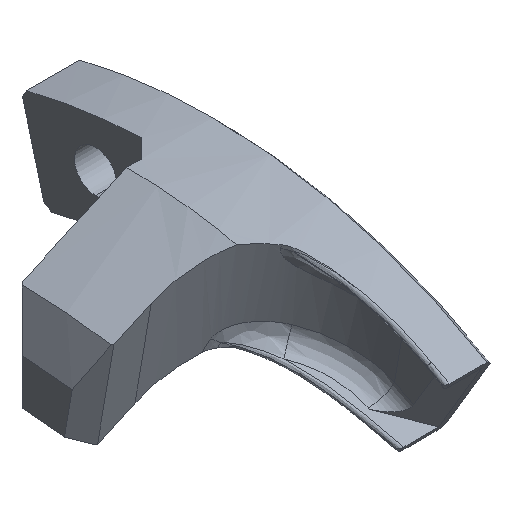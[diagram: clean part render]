
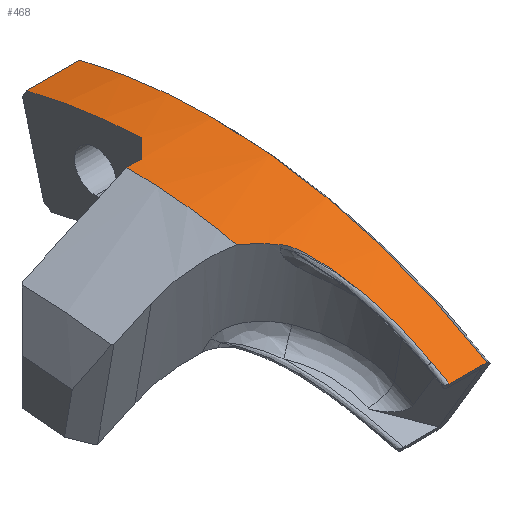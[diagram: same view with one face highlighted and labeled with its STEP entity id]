
A CAD part, isometric view. The second image highlights one B-rep face of the part: STEP entity #468.
In plain terms, the highlighted cylindrical face has radius 43.9 mm (diameter 87.8 mm), a partial arc.
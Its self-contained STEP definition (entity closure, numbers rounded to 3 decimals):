
#1 = CARTESIAN_POINT ( 'NONE',  ( -7.52, -8.475, 43.077 ) ) ;
#17 = VERTEX_POINT ( 'NONE', #609 ) ;
#36 = AXIS2_PLACEMENT_3D ( 'NONE', #97, #478, #1232 ) ;
#72 = VECTOR ( 'NONE', #1376, 1000. ) ;
#90 = DIRECTION ( 'NONE',  ( -1., 0., 0. ) ) ;
#97 = CARTESIAN_POINT ( 'NONE',  ( -3.55, 0., 0. ) ) ;
#100 = DIRECTION ( 'NONE',  ( 0., 0., -1. ) ) ;
#119 = ORIENTED_EDGE ( 'NONE', *, *, #414, .T. ) ;
#134 = CARTESIAN_POINT ( 'NONE',  ( -4.824, -11.31, 42.419 ) ) ;
#154 = AXIS2_PLACEMENT_3D ( 'NONE', #290, #90, #100 ) ;
#181 = EDGE_CURVE ( 'NONE', #953, #1827, #1663, .T. ) ;
#201 = CARTESIAN_POINT ( 'NONE',  ( -2.2, 0., 0. ) ) ;
#213 = VERTEX_POINT ( 'NONE', #1923 ) ;
#233 = CARTESIAN_POINT ( 'NONE',  ( -5.353, -10.508, 42.624 ) ) ;
#243 = EDGE_CURVE ( 'NONE', #818, #562, #558, .T. ) ;
#257 = CARTESIAN_POINT ( 'NONE',  ( -7.56, -8.974, 42.973 ) ) ;
#259 = VERTEX_POINT ( 'NONE', #2150 ) ;
#276 = CARTESIAN_POINT ( 'NONE',  ( -5.8, 0.5, 43.9 ) ) ;
#290 = CARTESIAN_POINT ( 'NONE',  ( -0.492, 0., 0. ) ) ;
#311 = B_SPLINE_CURVE_WITH_KNOTS ( 'NONE', 3,
 ( #257, #1708, #447, #233 ),
 .UNSPECIFIED., .F., .F.,
 ( 4, 4 ),
 ( 0., 0.003 ),
 .UNSPECIFIED. ) ;
#335 = CARTESIAN_POINT ( 'NONE',  ( -5.037, -10.875, 42.532 ) ) ;
#359 = CIRCLE ( 'NONE', #36, 43.9 ) ;
#376 = DIRECTION ( 'NONE',  ( 1., 0., 0. ) ) ;
#385 = B_SPLINE_CURVE_WITH_KNOTS ( 'NONE', 3,
 ( #533, #1280, #728, #1245, #2007, #2049 ),
 .UNSPECIFIED., .F., .F.,
 ( 4, 2, 4 ),
 ( 0.005, 0.008, 0.011 ),
 .UNSPECIFIED. ) ;
#389 = VERTEX_POINT ( 'NONE', #1754 ) ;
#412 = LINE ( 'NONE', #1159, #1063 ) ;
#414 = EDGE_CURVE ( 'NONE', #213, #389, #524, .T. ) ;
#438 = CARTESIAN_POINT ( 'NONE',  ( -3.55, -20.842, 38.637 ) ) ;
#439 = CIRCLE ( 'NONE', #2206, 43.9 ) ;
#440 = EDGE_CURVE ( 'NONE', #895, #259, #2209, .T. ) ;
#447 = CARTESIAN_POINT ( 'NONE',  ( -6.015, -9.902, 42.773 ) ) ;
#455 = CARTESIAN_POINT ( 'NONE',  ( -4.089, -14.048, 41.594 ) ) ;
#463 = CARTESIAN_POINT ( 'NONE',  ( -0.492, 0., 0. ) ) ;
#464 = CARTESIAN_POINT ( 'NONE',  ( -4.18, -13.587, 41.747 ) ) ;
#468 = ADVANCED_FACE ( 'NONE', ( #1258 ), #1435, .T. ) ;
#478 = DIRECTION ( 'NONE',  ( 1., 0., 0. ) ) ;
#495 = ORIENTED_EDGE ( 'NONE', *, *, #1587, .T. ) ;
#524 = B_SPLINE_CURVE_WITH_KNOTS ( 'NONE', 3,
 ( #2027, #1031, #335, #134, #2146, #649, #1217, #464, #455, #1957, #704, #1838 ),
 .UNSPECIFIED., .F., .F.,
 ( 4, 2, 2, 2, 2, 4 ),
 ( 0., 0.001, 0.001, 0.003, 0.004, 0.006 ),
 .UNSPECIFIED. ) ;
#533 = CARTESIAN_POINT ( 'NONE',  ( -3.817, -15.885, 40.925 ) ) ;
#558 = CIRCLE ( 'NONE', #154, 43.9 ) ;
#562 = VERTEX_POINT ( 'NONE', #2196 ) ;
#571 = DIRECTION ( 'NONE',  ( 0., 0., -1. ) ) ;
#604 = CARTESIAN_POINT ( 'NONE',  ( -4.8, 10.807, 42.549 ) ) ;
#609 = CARTESIAN_POINT ( 'NONE',  ( -3.55, -22.291, 37.82 ) ) ;
#616 = CARTESIAN_POINT ( 'NONE',  ( -7.5, -7.47, 43.26 ) ) ;
#649 = CARTESIAN_POINT ( 'NONE',  ( -4.513, -12.211, 42.17 ) ) ;
#680 = DIRECTION ( 'NONE',  ( -1., 0., 0. ) ) ;
#704 = CARTESIAN_POINT ( 'NONE',  ( -3.871, -15.43, 41.102 ) ) ;
#705 = ORIENTED_EDGE ( 'NONE', *, *, #1598, .T. ) ;
#709 = EDGE_CURVE ( 'NONE', #1827, #213, #311, .T. ) ;
#728 = CARTESIAN_POINT ( 'NONE',  ( -3.656, -17.567, 40.242 ) ) ;
#758 = ORIENTED_EDGE ( 'NONE', *, *, #917, .T. ) ;
#771 = ORIENTED_EDGE ( 'NONE', *, *, #2118, .T. ) ;
#795 = AXIS2_PLACEMENT_3D ( 'NONE', #201, #376, #1135 ) ;
#818 = VERTEX_POINT ( 'NONE', #2171 ) ;
#833 = ORIENTED_EDGE ( 'NONE', *, *, #440, .F. ) ;
#895 = VERTEX_POINT ( 'NONE', #1291 ) ;
#917 = EDGE_CURVE ( 'NONE', #1513, #1267, #1685, .T. ) ;
#925 = CARTESIAN_POINT ( 'NONE',  ( -7.5, 0., 0. ) ) ;
#953 = VERTEX_POINT ( 'NONE', #1091 ) ;
#977 = ORIENTED_EDGE ( 'NONE', *, *, #1009, .T. ) ;
#1009 = EDGE_CURVE ( 'NONE', #562, #1513, #1554, .T. ) ;
#1030 = CARTESIAN_POINT ( 'NONE',  ( -6.3, 0., 43.9 ) ) ;
#1031 = CARTESIAN_POINT ( 'NONE',  ( -5.17, -10.675, 42.583 ) ) ;
#1063 = VECTOR ( 'NONE', #1723, 1000. ) ;
#1065 = CARTESIAN_POINT ( 'NONE',  ( -4.8, 1.5, 43.874 ) ) ;
#1091 = CARTESIAN_POINT ( 'NONE',  ( -7.5, -7.47, 43.26 ) ) ;
#1127 = EDGE_CURVE ( 'NONE', #1839, #17, #359, .T. ) ;
#1135 = DIRECTION ( 'NONE',  ( 0., 0., -1. ) ) ;
#1159 = CARTESIAN_POINT ( 'NONE',  ( -2.2, -22.291, 37.82 ) ) ;
#1205 = CARTESIAN_POINT ( 'NONE',  ( -7.5, 0., 43.9 ) ) ;
#1217 = CARTESIAN_POINT ( 'NONE',  ( -4.392, -12.669, 42.035 ) ) ;
#1232 = DIRECTION ( 'NONE',  ( 0., 0., 1. ) ) ;
#1239 = ORIENTED_EDGE ( 'NONE', *, *, #2289, .T. ) ;
#1245 = CARTESIAN_POINT ( 'NONE',  ( -3.57, -19.223, 39.478 ) ) ;
#1249 = CARTESIAN_POINT ( 'NONE',  ( -4.8, 1.5, 43.874 ) ) ;
#1258 = FACE_OUTER_BOUND ( 'NONE', #2280, .T. ) ;
#1267 = VERTEX_POINT ( 'NONE', #1065 ) ;
#1280 = CARTESIAN_POINT ( 'NONE',  ( -3.722, -16.729, 40.598 ) ) ;
#1291 = CARTESIAN_POINT ( 'NONE',  ( -7.5, 0., 43.9 ) ) ;
#1365 = CARTESIAN_POINT ( 'NONE',  ( -7.56, -8.974, 42.973 ) ) ;
#1376 = DIRECTION ( 'NONE',  ( -1., 0., 0. ) ) ;
#1382 = CARTESIAN_POINT ( 'NONE',  ( -0.492, -22.291, 37.82 ) ) ;
#1435 = CYLINDRICAL_SURFACE ( 'NONE', #795, 43.9 ) ;
#1513 = VERTEX_POINT ( 'NONE', #604 ) ;
#1547 = ORIENTED_EDGE ( 'NONE', *, *, #1714, .F. ) ;
#1554 = LINE ( 'NONE', #1731, #72 ) ;
#1587 = EDGE_CURVE ( 'NONE', #2269, #818, #2361, .T. ) ;
#1598 = EDGE_CURVE ( 'NONE', #1267, #259, #1609, .T. ) ;
#1609 =( BOUNDED_CURVE ( )  B_SPLINE_CURVE ( 3, ( #1249, #2001, #276, #1030 ),
 .UNSPECIFIED., .F., .T. ) 
 B_SPLINE_CURVE_WITH_KNOTS ( ( 4, 4 ),
 ( 1.537, 1.571 ),
 .UNSPECIFIED. ) 
 CURVE ( )  GEOMETRIC_REPRESENTATION_ITEM ( )  RATIONAL_B_SPLINE_CURVE ( ( 1., 1., 1., 1. ) ) 
 REPRESENTATION_ITEM ( '' )  );
#1617 = ORIENTED_EDGE ( 'NONE', *, *, #243, .T. ) ;
#1663 = B_SPLINE_CURVE_WITH_KNOTS ( 'NONE', 3,
 ( #616, #2112, #1, #1365 ),
 .UNSPECIFIED., .F., .F.,
 ( 4, 4 ),
 ( 0., 0.002 ),
 .UNSPECIFIED. ) ;
#1685 = CIRCLE ( 'NONE', #2005, 43.9 ) ;
#1708 = CARTESIAN_POINT ( 'NONE',  ( -6.75, -9.39, 42.886 ) ) ;
#1714 = EDGE_CURVE ( 'NONE', #953, #895, #439, .T. ) ;
#1723 = DIRECTION ( 'NONE',  ( 1., 0., 0. ) ) ;
#1731 = CARTESIAN_POINT ( 'NONE',  ( -2.2, 10.807, 42.549 ) ) ;
#1739 = CARTESIAN_POINT ( 'NONE',  ( -7.56, -8.974, 42.973 ) ) ;
#1754 = CARTESIAN_POINT ( 'NONE',  ( -3.817, -15.885, 40.925 ) ) ;
#1769 = AXIS2_PLACEMENT_3D ( 'NONE', #463, #680, #1788 ) ;
#1788 = DIRECTION ( 'NONE',  ( 0., 0., -1. ) ) ;
#1827 = VERTEX_POINT ( 'NONE', #1739 ) ;
#1832 = DIRECTION ( 'NONE',  ( 1., 0., 0. ) ) ;
#1838 = CARTESIAN_POINT ( 'NONE',  ( -3.817, -15.885, 40.925 ) ) ;
#1839 = VERTEX_POINT ( 'NONE', #438 ) ;
#1923 = CARTESIAN_POINT ( 'NONE',  ( -5.353, -10.508, 42.624 ) ) ;
#1957 = CARTESIAN_POINT ( 'NONE',  ( -3.935, -14.969, 41.272 ) ) ;
#2001 = CARTESIAN_POINT ( 'NONE',  ( -5.3, 1., 43.891 ) ) ;
#2005 = AXIS2_PLACEMENT_3D ( 'NONE', #2255, #1832, #571 ) ;
#2007 = CARTESIAN_POINT ( 'NONE',  ( -3.55, -20.039, 39.07 ) ) ;
#2027 = CARTESIAN_POINT ( 'NONE',  ( -5.353, -10.508, 42.624 ) ) ;
#2042 = DIRECTION ( 'NONE',  ( 0., 0., -1. ) ) ;
#2049 = CARTESIAN_POINT ( 'NONE',  ( -3.55, -20.842, 38.637 ) ) ;
#2112 = CARTESIAN_POINT ( 'NONE',  ( -7.5, -7.974, 43.173 ) ) ;
#2118 = EDGE_CURVE ( 'NONE', #17, #2269, #412, .T. ) ;
#2127 = ORIENTED_EDGE ( 'NONE', *, *, #1127, .T. ) ;
#2134 = DIRECTION ( 'NONE',  ( 1., 0., 0. ) ) ;
#2146 = CARTESIAN_POINT ( 'NONE',  ( -4.741, -11.535, 42.358 ) ) ;
#2150 = CARTESIAN_POINT ( 'NONE',  ( -6.3, 0., 43.9 ) ) ;
#2171 = CARTESIAN_POINT ( 'NONE',  ( -0.492, 0., 43.9 ) ) ;
#2196 = CARTESIAN_POINT ( 'NONE',  ( -0.492, 10.807, 42.549 ) ) ;
#2206 = AXIS2_PLACEMENT_3D ( 'NONE', #925, #2410, #2042 ) ;
#2209 = LINE ( 'NONE', #1205, #2358 ) ;
#2219 = ORIENTED_EDGE ( 'NONE', *, *, #181, .T. ) ;
#2255 = CARTESIAN_POINT ( 'NONE',  ( -4.8, 0., 0. ) ) ;
#2269 = VERTEX_POINT ( 'NONE', #1382 ) ;
#2280 = EDGE_LOOP ( 'NONE', ( #771, #495, #1617, #977, #758, #705, #833, #1547, #2219, #2409, #119, #1239, #2127 ) ) ;
#2289 = EDGE_CURVE ( 'NONE', #389, #1839, #385, .T. ) ;
#2358 = VECTOR ( 'NONE', #2134, 1000. ) ;
#2361 = CIRCLE ( 'NONE', #1769, 43.9 ) ;
#2409 = ORIENTED_EDGE ( 'NONE', *, *, #709, .T. ) ;
#2410 = DIRECTION ( 'NONE',  ( -1., 0., 0. ) ) ;
